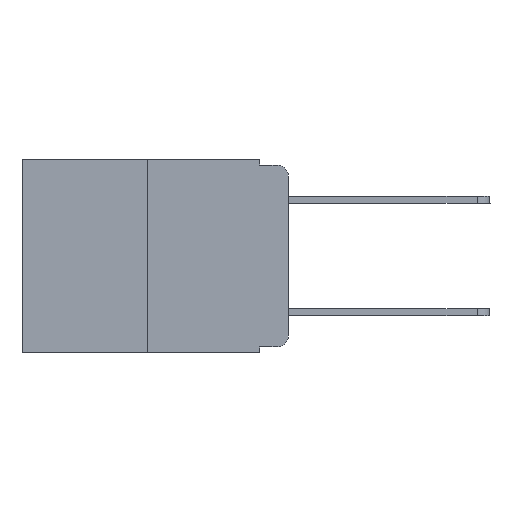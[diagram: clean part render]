
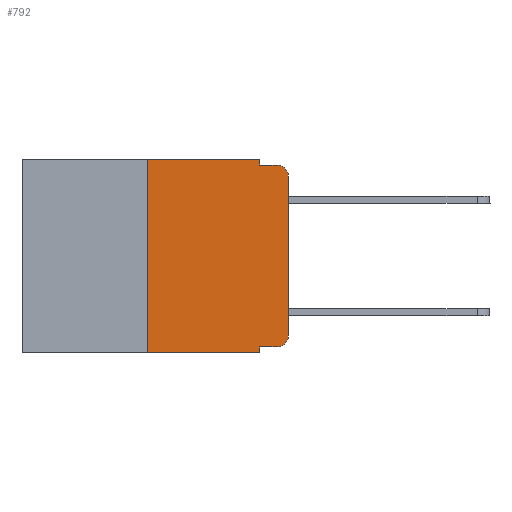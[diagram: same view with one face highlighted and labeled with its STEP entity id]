
A CAD part, left-side view. The second image highlights one B-rep face of the part: STEP entity #792.
In plain terms, the highlighted planar face has unit normal (-1, 0, 0).
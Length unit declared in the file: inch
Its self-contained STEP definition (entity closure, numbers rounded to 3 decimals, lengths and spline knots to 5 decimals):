
#60 = AXIS2_PLACEMENT_3D ( 'NONE', #3433, #9359, #195 ) ;
#84 = DIRECTION ( 'NONE',  ( 1., 0., 0. ) ) ;
#195 = DIRECTION ( 'NONE',  ( 0., 0., -1. ) ) ;
#236 = CARTESIAN_POINT ( 'NONE',  ( 0., 0.051, -0.01 ) ) ;
#421 = VECTOR ( 'NONE', #9288, 39.37008 ) ;
#729 = EDGE_CURVE ( 'NONE', #7642, #6228, #3865, .T. ) ;
#730 = VECTOR ( 'NONE', #2659, 39.37008 ) ;
#765 = ORIENTED_EDGE ( 'NONE', *, *, #8966, .F. ) ;
#774 = EDGE_CURVE ( 'NONE', #8362, #4825, #4386, .T. ) ;
#792 = ADVANCED_FACE ( 'NONE', ( #4148 ), #1889, .F. ) ;
#1116 = CARTESIAN_POINT ( 'NONE',  ( 0., 0.051, -0.333 ) ) ;
#1426 = AXIS2_PLACEMENT_3D ( 'NONE', #2636, #84, #1923 ) ;
#1523 = CARTESIAN_POINT ( 'NONE',  ( 0., 0.051, 0. ) ) ;
#1889 = PLANE ( 'NONE',  #1426 ) ;
#1923 = DIRECTION ( 'NONE',  ( 0., 0., -1. ) ) ;
#2122 = DIRECTION ( 'NONE',  ( 0., 0., 1. ) ) ;
#2283 = CARTESIAN_POINT ( 'NONE',  ( 0., 0.051, -0.01 ) ) ;
#2636 = CARTESIAN_POINT ( 'NONE',  ( 0., 0.473, 0. ) ) ;
#2659 = DIRECTION ( 'NONE',  ( 0., -1., 0. ) ) ;
#2707 = CARTESIAN_POINT ( 'NONE',  ( 0., 0.051, 0. ) ) ;
#2961 = AXIS2_PLACEMENT_3D ( 'NONE', #8209, #5652, #8249 ) ;
#3116 = VERTEX_POINT ( 'NONE', #10872 ) ;
#3273 = VECTOR ( 'NONE', #6844, 39.37008 ) ;
#3433 = CARTESIAN_POINT ( 'NONE',  ( 0., 0.02, -0.313 ) ) ;
#3459 = CARTESIAN_POINT ( 'NONE',  ( 0., 0.25, -0.343 ) ) ;
#3787 = LINE ( 'NONE', #5036, #5759 ) ;
#3865 = LINE ( 'NONE', #10913, #421 ) ;
#4148 = FACE_OUTER_BOUND ( 'NONE', #5924, .T. ) ;
#4386 = CIRCLE ( 'NONE', #60, 0.02 ) ;
#4424 = LINE ( 'NONE', #2707, #6124 ) ;
#4465 = EDGE_CURVE ( 'NONE', #5170, #8362, #8675, .T. ) ;
#4585 = VECTOR ( 'NONE', #2122, 39.37008 ) ;
#4795 = ORIENTED_EDGE ( 'NONE', *, *, #729, .T. ) ;
#4825 = VERTEX_POINT ( 'NONE', #5694 ) ;
#4833 = DIRECTION ( 'NONE',  ( 0., -1., 0. ) ) ;
#4919 = LINE ( 'NONE', #9482, #9538 ) ;
#4994 = EDGE_CURVE ( 'NONE', #10685, #5344, #3787, .T. ) ;
#5036 = CARTESIAN_POINT ( 'NONE',  ( 0., 0.473, 0. ) ) ;
#5094 = VERTEX_POINT ( 'NONE', #7879 ) ;
#5170 = VERTEX_POINT ( 'NONE', #1116 ) ;
#5176 = CARTESIAN_POINT ( 'NONE',  ( 0., 0.051, -0.343 ) ) ;
#5344 = VERTEX_POINT ( 'NONE', #1523 ) ;
#5652 = DIRECTION ( 'NONE',  ( -1., 0., 0. ) ) ;
#5694 = CARTESIAN_POINT ( 'NONE',  ( 0., 0., -0.313 ) ) ;
#5759 = VECTOR ( 'NONE', #8430, 39.37008 ) ;
#5764 = CIRCLE ( 'NONE', #2961, 0.02 ) ;
#5924 = EDGE_LOOP ( 'NONE', ( #9702, #8856, #10310, #7203, #5968, #8959, #4795, #765, #8326, #6999 ) ) ;
#5929 = CARTESIAN_POINT ( 'NONE',  ( 0., 0.051, -0.333 ) ) ;
#5968 = ORIENTED_EDGE ( 'NONE', *, *, #4994, .F. ) ;
#6041 = LINE ( 'NONE', #7758, #3273 ) ;
#6124 = VECTOR ( 'NONE', #10209, 39.37008 ) ;
#6156 = LINE ( 'NONE', #7141, #4585 ) ;
#6228 = VERTEX_POINT ( 'NONE', #5176 ) ;
#6495 = EDGE_CURVE ( 'NONE', #4825, #3116, #4919, .T. ) ;
#6844 = DIRECTION ( 'NONE',  ( 0., 0., -1. ) ) ;
#6999 = ORIENTED_EDGE ( 'NONE', *, *, #774, .T. ) ;
#7009 = CARTESIAN_POINT ( 'NONE',  ( 0., 0.25, 0. ) ) ;
#7141 = CARTESIAN_POINT ( 'NONE',  ( 0., 0.25, 0. ) ) ;
#7203 = ORIENTED_EDGE ( 'NONE', *, *, #10643, .F. ) ;
#7475 = LINE ( 'NONE', #2283, #8784 ) ;
#7642 = VERTEX_POINT ( 'NONE', #3459 ) ;
#7758 = CARTESIAN_POINT ( 'NONE',  ( 0., 0.051, 0. ) ) ;
#7879 = CARTESIAN_POINT ( 'NONE',  ( 0., 0.02, -0.01 ) ) ;
#8209 = CARTESIAN_POINT ( 'NONE',  ( 0., 0.02, -0.03 ) ) ;
#8249 = DIRECTION ( 'NONE',  ( 0., 0., -1. ) ) ;
#8326 = ORIENTED_EDGE ( 'NONE', *, *, #4465, .T. ) ;
#8362 = VERTEX_POINT ( 'NONE', #10372 ) ;
#8430 = DIRECTION ( 'NONE',  ( 0., -1., 0. ) ) ;
#8675 = LINE ( 'NONE', #5929, #730 ) ;
#8784 = VECTOR ( 'NONE', #4833, 39.37008 ) ;
#8856 = ORIENTED_EDGE ( 'NONE', *, *, #9778, .T. ) ;
#8959 = ORIENTED_EDGE ( 'NONE', *, *, #9600, .F. ) ;
#8966 = EDGE_CURVE ( 'NONE', #5170, #6228, #6041, .T. ) ;
#8988 = VERTEX_POINT ( 'NONE', #236 ) ;
#9288 = DIRECTION ( 'NONE',  ( 0., -1., 0. ) ) ;
#9359 = DIRECTION ( 'NONE',  ( -1., 0., 0. ) ) ;
#9482 = CARTESIAN_POINT ( 'NONE',  ( 0., 0., 0. ) ) ;
#9538 = VECTOR ( 'NONE', #9556, 39.37008 ) ;
#9556 = DIRECTION ( 'NONE',  ( 0., 0., 1. ) ) ;
#9600 = EDGE_CURVE ( 'NONE', #7642, #10685, #6156, .T. ) ;
#9702 = ORIENTED_EDGE ( 'NONE', *, *, #6495, .T. ) ;
#9778 = EDGE_CURVE ( 'NONE', #3116, #5094, #5764, .T. ) ;
#10209 = DIRECTION ( 'NONE',  ( 0., 0., -1. ) ) ;
#10310 = ORIENTED_EDGE ( 'NONE', *, *, #10911, .F. ) ;
#10372 = CARTESIAN_POINT ( 'NONE',  ( 0., 0.02, -0.333 ) ) ;
#10643 = EDGE_CURVE ( 'NONE', #5344, #8988, #4424, .T. ) ;
#10685 = VERTEX_POINT ( 'NONE', #7009 ) ;
#10872 = CARTESIAN_POINT ( 'NONE',  ( 0., 0., -0.03 ) ) ;
#10911 = EDGE_CURVE ( 'NONE', #8988, #5094, #7475, .T. ) ;
#10913 = CARTESIAN_POINT ( 'NONE',  ( 0., 0.473, -0.343 ) ) ;
